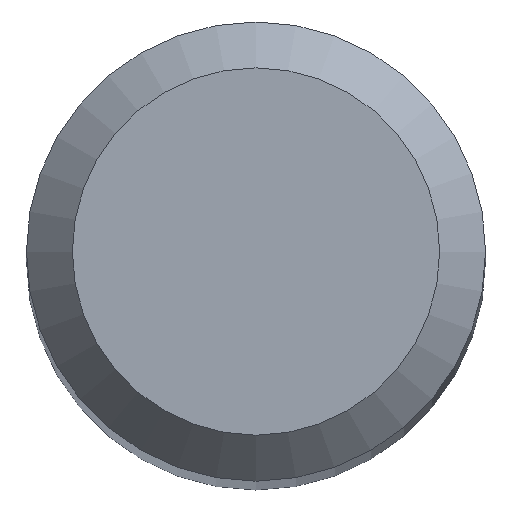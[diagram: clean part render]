
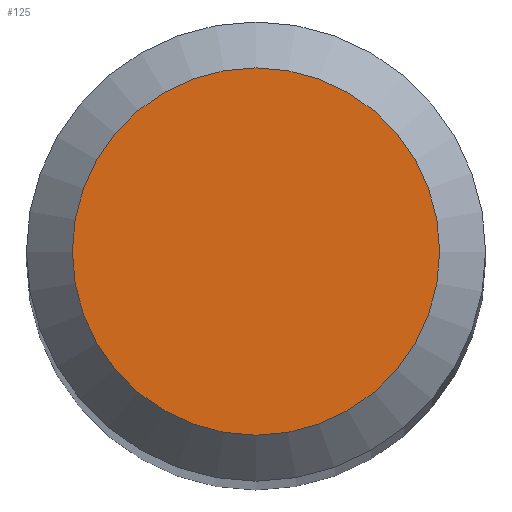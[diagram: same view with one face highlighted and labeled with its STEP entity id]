
A CAD part, top view. The second image highlights one B-rep face of the part: STEP entity #125.
In plain terms, the highlighted planar face has unit normal (0, 0, 1).
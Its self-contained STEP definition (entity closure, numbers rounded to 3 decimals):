
#31 = PLANE ( 'NONE',  #54 ) ;
#32 = ORIENTED_EDGE ( 'NONE', *, *, #99, .F. ) ;
#33 = DIRECTION ( 'NONE',  ( 0., 1., 0. ) ) ;
#38 = EDGE_LOOP ( 'NONE', ( #32 ) ) ;
#42 = DIRECTION ( 'NONE',  ( 0., 1., 0. ) ) ;
#54 = AXIS2_PLACEMENT_3D ( 'NONE', #139, #121, #33 ) ;
#72 = CARTESIAN_POINT ( 'NONE',  ( 0., 1.2, 38. ) ) ;
#73 = CIRCLE ( 'NONE', #117, 1.2 ) ;
#93 = CARTESIAN_POINT ( 'NONE',  ( 0., 0., 38. ) ) ;
#99 = EDGE_CURVE ( 'NONE', #177, #177, #73, .T. ) ;
#117 = AXIS2_PLACEMENT_3D ( 'NONE', #93, #134, #42 ) ;
#121 = DIRECTION ( 'NONE',  ( 0., 0., -1. ) ) ;
#125 = ADVANCED_FACE ( 'NONE', ( #161 ), #31, .F. ) ;
#134 = DIRECTION ( 'NONE',  ( 0., 0., -1. ) ) ;
#139 = CARTESIAN_POINT ( 'NONE',  ( 0., 0., 38. ) ) ;
#161 = FACE_OUTER_BOUND ( 'NONE', #38, .T. ) ;
#177 = VERTEX_POINT ( 'NONE', #72 ) ;
